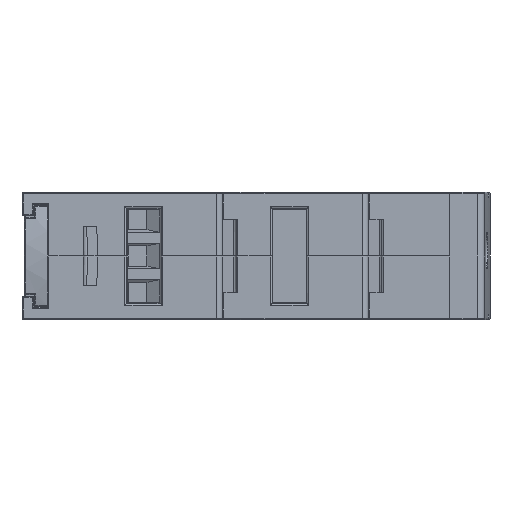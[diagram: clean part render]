
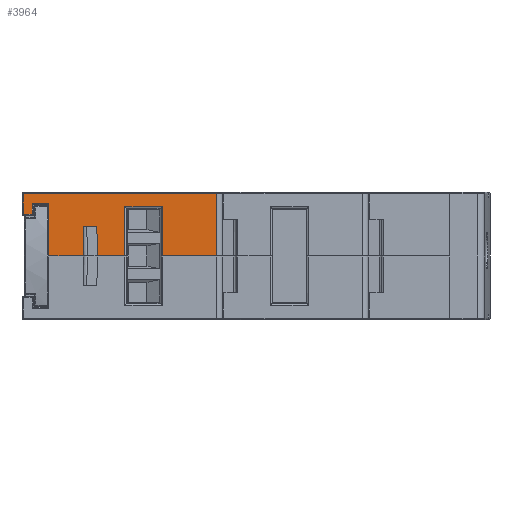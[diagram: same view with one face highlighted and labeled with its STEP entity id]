
A CAD part, front view. The second image highlights one B-rep face of the part: STEP entity #3964.
In plain terms, the highlighted planar face has unit normal (0, -1, 0).
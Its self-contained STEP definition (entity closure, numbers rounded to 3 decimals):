
#731 = VERTEX_POINT ( 'NONE', #28685 ) ;
#937 = ORIENTED_EDGE ( 'NONE', *, *, #41895, .F. ) ;
#1050 = VERTEX_POINT ( 'NONE', #34389 ) ;
#1449 = DIRECTION ( 'NONE',  ( 0., 0., 1. ) ) ;
#1784 = VECTOR ( 'NONE', #16140, 1000. ) ;
#1879 = LINE ( 'NONE', #31315, #38262 ) ;
#2225 = EDGE_CURVE ( 'NONE', #30644, #9941, #23465, .T. ) ;
#2415 = DIRECTION ( 'NONE',  ( 0., 0., -1. ) ) ;
#2648 = CARTESIAN_POINT ( 'NONE',  ( -3.3, -45., 8.75 ) ) ;
#3061 = CARTESIAN_POINT ( 'NONE',  ( 24., -45., 7.2 ) ) ;
#3276 = LINE ( 'NONE', #3061, #37385 ) ;
#3353 = DIRECTION ( 'NONE',  ( 0., 1., 0. ) ) ;
#3419 = VERTEX_POINT ( 'NONE', #23366 ) ;
#3495 = ORIENTED_EDGE ( 'NONE', *, *, #3825, .T. ) ;
#3791 = VECTOR ( 'NONE', #13830, 1000. ) ;
#3825 = EDGE_CURVE ( 'NONE', #26189, #731, #1879, .T. ) ;
#3964 = ADVANCED_FACE ( 'NONE', ( #28538 ), #22394, .F. ) ;
#4151 = CARTESIAN_POINT ( 'NONE',  ( -3.3, -45., 8.55 ) ) ;
#4516 = ORIENTED_EDGE ( 'NONE', *, *, #16606, .T. ) ;
#5245 = VERTEX_POINT ( 'NONE', #33874 ) ;
#5757 = ORIENTED_EDGE ( 'NONE', *, *, #32745, .T. ) ;
#6405 = DIRECTION ( 'NONE',  ( -0.009, 0., -1. ) ) ;
#6593 = DIRECTION ( 'NONE',  ( 1., 0., 0. ) ) ;
#6738 = EDGE_CURVE ( 'NONE', #39555, #8531, #12991, .T. ) ;
#6826 = LINE ( 'NONE', #32433, #29805 ) ;
#6963 = CARTESIAN_POINT ( 'NONE',  ( 24., -45., 0. ) ) ;
#7131 = ORIENTED_EDGE ( 'NONE', *, *, #30425, .T. ) ;
#7143 = CARTESIAN_POINT ( 'NONE',  ( -2.1, -45., 8.75 ) ) ;
#7369 = EDGE_LOOP ( 'NONE', ( #5757, #7131, #17023, #38110, #3495, #39879, #4516, #36297, #15478, #20338, #32415, #937, #40287, #13511, #34185, #15728 ) ) ;
#8503 = EDGE_CURVE ( 'NONE', #731, #39678, #10540, .T. ) ;
#8531 = VERTEX_POINT ( 'NONE', #4151 ) ;
#8886 = DIRECTION ( 'NONE',  ( -1., 0., 0. ) ) ;
#9011 = LINE ( 'NONE', #2648, #34665 ) ;
#9941 = VERTEX_POINT ( 'NONE', #41530 ) ;
#10540 = LINE ( 'NONE', #7143, #28283 ) ;
#10685 = LINE ( 'NONE', #17188, #3791 ) ;
#11195 = LINE ( 'NONE', #13726, #38776 ) ;
#11530 = CARTESIAN_POINT ( 'NONE',  ( 6.817, -45., 0. ) ) ;
#12991 = LINE ( 'NONE', #28432, #1784 ) ;
#13293 = VECTOR ( 'NONE', #16784, 1000. ) ;
#13511 = ORIENTED_EDGE ( 'NONE', *, *, #2225, .T. ) ;
#13726 = CARTESIAN_POINT ( 'NONE',  ( 6.742, -45., 8.599 ) ) ;
#13830 = DIRECTION ( 'NONE',  ( -1., 0., 0. ) ) ;
#14310 = EDGE_CURVE ( 'NONE', #18528, #16210, #18945, .T. ) ;
#15478 = ORIENTED_EDGE ( 'NONE', *, *, #14310, .T. ) ;
#15560 = CARTESIAN_POINT ( 'NONE',  ( 24., -45., 0. ) ) ;
#15728 = ORIENTED_EDGE ( 'NONE', *, *, #28971, .T. ) ;
#16054 = LINE ( 'NONE', #6963, #31385 ) ;
#16140 = DIRECTION ( 'NONE',  ( -1., 0., 0. ) ) ;
#16210 = VERTEX_POINT ( 'NONE', #28098 ) ;
#16606 = EDGE_CURVE ( 'NONE', #39678, #3419, #3276, .T. ) ;
#16622 = EDGE_CURVE ( 'NONE', #8531, #26189, #9011, .T. ) ;
#16784 = DIRECTION ( 'NONE',  ( 1., 0., 0. ) ) ;
#17023 = ORIENTED_EDGE ( 'NONE', *, *, #6738, .T. ) ;
#17188 = CARTESIAN_POINT ( 'NONE',  ( 24., -45., 4. ) ) ;
#18528 = VERTEX_POINT ( 'NONE', #33727 ) ;
#18945 = LINE ( 'NONE', #15560, #34336 ) ;
#19858 = DIRECTION ( 'NONE',  ( 1., 0., 0. ) ) ;
#20338 = ORIENTED_EDGE ( 'NONE', *, *, #30406, .F. ) ;
#21262 = CARTESIAN_POINT ( 'NONE',  ( 15.783, -45., 8.75 ) ) ;
#21344 = DIRECTION ( 'NONE',  ( 1., 0., 0. ) ) ;
#21427 = CARTESIAN_POINT ( 'NONE',  ( -3.3, -45., 5.7 ) ) ;
#21650 = VECTOR ( 'NONE', #38405, 1000. ) ;
#21984 = AXIS2_PLACEMENT_3D ( 'NONE', #25349, #3353, #8886 ) ;
#22159 = VECTOR ( 'NONE', #32125, 1000. ) ;
#22394 = PLANE ( 'NONE',  #21984 ) ;
#23279 = LINE ( 'NONE', #36228, #36430 ) ;
#23366 = CARTESIAN_POINT ( 'NONE',  ( 0.2, -45., 7.2 ) ) ;
#23465 = LINE ( 'NONE', #30471, #41824 ) ;
#23941 = EDGE_CURVE ( 'NONE', #34534, #30644, #39894, .T. ) ;
#24027 = EDGE_CURVE ( 'NONE', #31415, #5245, #10685, .T. ) ;
#25196 = CARTESIAN_POINT ( 'NONE',  ( 15.783, -45., 6.733 ) ) ;
#25349 = CARTESIAN_POINT ( 'NONE',  ( 24., -45., 8.75 ) ) ;
#25428 = LINE ( 'NONE', #25863, #21650 ) ;
#25863 = CARTESIAN_POINT ( 'NONE',  ( 23.2, -45., 8.75 ) ) ;
#25909 = DIRECTION ( 'NONE',  ( 0., 0., -1. ) ) ;
#26138 = CARTESIAN_POINT ( 'NONE',  ( 23.2, -45., 8.55 ) ) ;
#26189 = VERTEX_POINT ( 'NONE', #21427 ) ;
#27129 = CARTESIAN_POINT ( 'NONE',  ( -2.1, -45., 7.2 ) ) ;
#28098 = CARTESIAN_POINT ( 'NONE',  ( 4.883, -45., 0. ) ) ;
#28283 = VECTOR ( 'NONE', #32742, 1000. ) ;
#28432 = CARTESIAN_POINT ( 'NONE',  ( 24., -45., 8.55 ) ) ;
#28538 = FACE_OUTER_BOUND ( 'NONE', #7369, .T. ) ;
#28620 = EDGE_CURVE ( 'NONE', #9941, #39870, #23279, .T. ) ;
#28685 = CARTESIAN_POINT ( 'NONE',  ( -2.1, -45., 5.7 ) ) ;
#28971 = EDGE_CURVE ( 'NONE', #39870, #1050, #40981, .T. ) ;
#29366 = LINE ( 'NONE', #41915, #22159 ) ;
#29733 = CARTESIAN_POINT ( 'NONE',  ( 6.782, -45., 4. ) ) ;
#29805 = VECTOR ( 'NONE', #6405, 1000. ) ;
#30406 = EDGE_CURVE ( 'NONE', #5245, #16210, #6826, .T. ) ;
#30425 = EDGE_CURVE ( 'NONE', #39421, #39555, #25428, .T. ) ;
#30471 = CARTESIAN_POINT ( 'NONE',  ( 10.617, -45., 8.75 ) ) ;
#30644 = VERTEX_POINT ( 'NONE', #34096 ) ;
#31315 = CARTESIAN_POINT ( 'NONE',  ( 24., -45., 5.7 ) ) ;
#31385 = VECTOR ( 'NONE', #19858, 1000. ) ;
#31415 = VERTEX_POINT ( 'NONE', #29733 ) ;
#32061 = DIRECTION ( 'NONE',  ( 1., 0., 0. ) ) ;
#32125 = DIRECTION ( 'NONE',  ( 0., 0., -1. ) ) ;
#32415 = ORIENTED_EDGE ( 'NONE', *, *, #24027, .F. ) ;
#32433 = CARTESIAN_POINT ( 'NONE',  ( 4.961, -45., 8.916 ) ) ;
#32742 = DIRECTION ( 'NONE',  ( 0., 0., 1. ) ) ;
#32745 = EDGE_CURVE ( 'NONE', #1050, #39421, #16054, .T. ) ;
#33727 = CARTESIAN_POINT ( 'NONE',  ( 0.2, -45., 0. ) ) ;
#33874 = CARTESIAN_POINT ( 'NONE',  ( 4.918, -45., 4. ) ) ;
#34096 = CARTESIAN_POINT ( 'NONE',  ( 10.617, -45., 0. ) ) ;
#34185 = ORIENTED_EDGE ( 'NONE', *, *, #28620, .T. ) ;
#34336 = VECTOR ( 'NONE', #38264, 1000. ) ;
#34389 = CARTESIAN_POINT ( 'NONE',  ( 15.783, -45., 0. ) ) ;
#34534 = VERTEX_POINT ( 'NONE', #11530 ) ;
#34665 = VECTOR ( 'NONE', #25909, 1000. ) ;
#36069 = CARTESIAN_POINT ( 'NONE',  ( 24., -45., 0. ) ) ;
#36197 = EDGE_CURVE ( 'NONE', #3419, #18528, #29366, .T. ) ;
#36228 = CARTESIAN_POINT ( 'NONE',  ( 24., -45., 6.733 ) ) ;
#36297 = ORIENTED_EDGE ( 'NONE', *, *, #36197, .T. ) ;
#36430 = VECTOR ( 'NONE', #6593, 1000. ) ;
#37385 = VECTOR ( 'NONE', #32061, 1000. ) ;
#37434 = CARTESIAN_POINT ( 'NONE',  ( 23.2, -45., 0. ) ) ;
#38110 = ORIENTED_EDGE ( 'NONE', *, *, #16622, .T. ) ;
#38262 = VECTOR ( 'NONE', #21344, 1000. ) ;
#38264 = DIRECTION ( 'NONE',  ( 1., 0., 0. ) ) ;
#38405 = DIRECTION ( 'NONE',  ( 0., 0., 1. ) ) ;
#38776 = VECTOR ( 'NONE', #39780, 1000. ) ;
#39421 = VERTEX_POINT ( 'NONE', #37434 ) ;
#39555 = VERTEX_POINT ( 'NONE', #26138 ) ;
#39678 = VERTEX_POINT ( 'NONE', #27129 ) ;
#39780 = DIRECTION ( 'NONE',  ( -0.009, 0., 1. ) ) ;
#39870 = VERTEX_POINT ( 'NONE', #25196 ) ;
#39879 = ORIENTED_EDGE ( 'NONE', *, *, #8503, .T. ) ;
#39894 = LINE ( 'NONE', #36069, #13293 ) ;
#40287 = ORIENTED_EDGE ( 'NONE', *, *, #23941, .T. ) ;
#40534 = VECTOR ( 'NONE', #2415, 1000. ) ;
#40981 = LINE ( 'NONE', #21262, #40534 ) ;
#41530 = CARTESIAN_POINT ( 'NONE',  ( 10.617, -45., 6.733 ) ) ;
#41824 = VECTOR ( 'NONE', #1449, 1000. ) ;
#41895 = EDGE_CURVE ( 'NONE', #34534, #31415, #11195, .T. ) ;
#41915 = CARTESIAN_POINT ( 'NONE',  ( 0.2, -45., 8.75 ) ) ;
